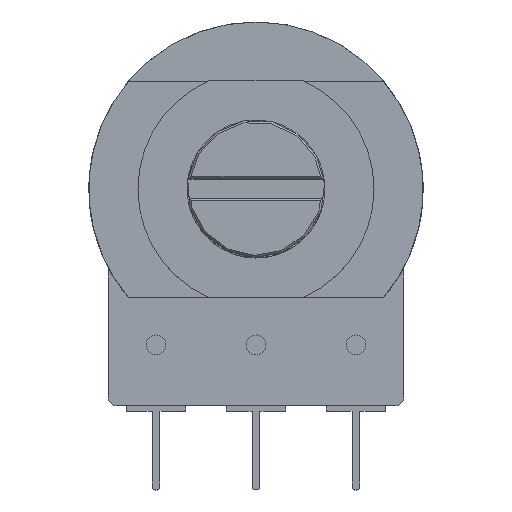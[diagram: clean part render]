
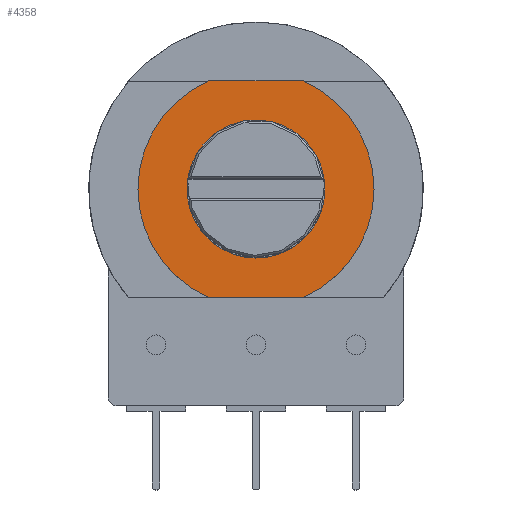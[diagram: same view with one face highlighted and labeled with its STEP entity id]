
A CAD part, top view. The second image highlights one B-rep face of the part: STEP entity #4358.
In plain terms, the highlighted planar face has unit normal (0, 0, 1).
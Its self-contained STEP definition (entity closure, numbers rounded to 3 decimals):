
#846 = PLANE('',#847);
#847 = AXIS2_PLACEMENT_3D('',#848,#849,#850);
#848 = CARTESIAN_POINT('',(-2.398,-5.5,7.5));
#849 = DIRECTION('',(0.,1.,0.));
#850 = DIRECTION('',(1.,0.,0.));
#1526 = PLANE('',#1527);
#1527 = AXIS2_PLACEMENT_3D('',#1528,#1529,#1530);
#1528 = CARTESIAN_POINT('',(-2.398,5.5,7.5));
#1529 = DIRECTION('',(0.,1.,0.));
#1530 = DIRECTION('',(1.,0.,0.));
#1600 = CYLINDRICAL_SURFACE('',#1601,6.);
#1601 = AXIS2_PLACEMENT_3D('',#1602,#1603,#1604);
#1602 = CARTESIAN_POINT('',(0.,0.,7.5));
#1603 = DIRECTION('',(-0.,-0.,-1.));
#1604 = DIRECTION('',(1.,0.,0.));
#2524 = VERTEX_POINT('',#2525);
#2525 = CARTESIAN_POINT('',(-2.398,-5.5,8.5));
#2539 = CYLINDRICAL_SURFACE('',#2540,6.);
#2540 = AXIS2_PLACEMENT_3D('',#2541,#2542,#2543);
#2541 = CARTESIAN_POINT('',(0.,0.,7.5));
#2542 = DIRECTION('',(-0.,-0.,-1.));
#2543 = DIRECTION('',(1.,0.,0.));
#2551 = EDGE_CURVE('',#2524,#2552,#2554,.T.);
#2552 = VERTEX_POINT('',#2553);
#2553 = CARTESIAN_POINT('',(2.398,-5.5,8.5));
#2554 = SURFACE_CURVE('',#2555,(#2559,#2566),.PCURVE_S1.);
#2555 = LINE('',#2556,#2557);
#2556 = CARTESIAN_POINT('',(-2.398,-5.5,8.5));
#2557 = VECTOR('',#2558,1.);
#2558 = DIRECTION('',(1.,0.,0.));
#2559 = PCURVE('',#846,#2560);
#2560 = DEFINITIONAL_REPRESENTATION('',(#2561),#2565);
#2561 = LINE('',#2562,#2563);
#2562 = CARTESIAN_POINT('',(0.,-1.));
#2563 = VECTOR('',#2564,1.);
#2564 = DIRECTION('',(1.,0.));
#2565 = ( GEOMETRIC_REPRESENTATION_CONTEXT(2) 
PARAMETRIC_REPRESENTATION_CONTEXT() REPRESENTATION_CONTEXT('2D SPACE',''
  ) );
#2566 = PCURVE('',#2567,#2572);
#2567 = PLANE('',#2568);
#2568 = AXIS2_PLACEMENT_3D('',#2569,#2570,#2571);
#2569 = CARTESIAN_POINT('',(0.,0.,8.5));
#2570 = DIRECTION('',(0.,0.,1.));
#2571 = DIRECTION('',(1.,0.,0.));
#2572 = DEFINITIONAL_REPRESENTATION('',(#2573),#2577);
#2573 = LINE('',#2574,#2575);
#2574 = CARTESIAN_POINT('',(-2.398,-5.5));
#2575 = VECTOR('',#2576,1.);
#2576 = DIRECTION('',(1.,0.));
#2577 = ( GEOMETRIC_REPRESENTATION_CONTEXT(2) 
PARAMETRIC_REPRESENTATION_CONTEXT() REPRESENTATION_CONTEXT('2D SPACE',''
  ) );
#3012 = VERTEX_POINT('',#3013);
#3013 = CARTESIAN_POINT('',(-2.398,5.5,8.5));
#3034 = EDGE_CURVE('',#3012,#3035,#3037,.T.);
#3035 = VERTEX_POINT('',#3036);
#3036 = CARTESIAN_POINT('',(2.398,5.5,8.5));
#3037 = SURFACE_CURVE('',#3038,(#3042,#3049),.PCURVE_S1.);
#3038 = LINE('',#3039,#3040);
#3039 = CARTESIAN_POINT('',(-2.398,5.5,8.5));
#3040 = VECTOR('',#3041,1.);
#3041 = DIRECTION('',(1.,0.,0.));
#3042 = PCURVE('',#1526,#3043);
#3043 = DEFINITIONAL_REPRESENTATION('',(#3044),#3048);
#3044 = LINE('',#3045,#3046);
#3045 = CARTESIAN_POINT('',(0.,-1.));
#3046 = VECTOR('',#3047,1.);
#3047 = DIRECTION('',(1.,0.));
#3048 = ( GEOMETRIC_REPRESENTATION_CONTEXT(2) 
PARAMETRIC_REPRESENTATION_CONTEXT() REPRESENTATION_CONTEXT('2D SPACE',''
  ) );
#3049 = PCURVE('',#2567,#3050);
#3050 = DEFINITIONAL_REPRESENTATION('',(#3051),#3055);
#3051 = LINE('',#3052,#3053);
#3052 = CARTESIAN_POINT('',(-2.398,5.5));
#3053 = VECTOR('',#3054,1.);
#3054 = DIRECTION('',(1.,0.));
#3055 = ( GEOMETRIC_REPRESENTATION_CONTEXT(2) 
PARAMETRIC_REPRESENTATION_CONTEXT() REPRESENTATION_CONTEXT('2D SPACE',''
  ) );
#3083 = EDGE_CURVE('',#2552,#3035,#3084,.T.);
#3084 = SURFACE_CURVE('',#3085,(#3090,#3097),.PCURVE_S1.);
#3085 = CIRCLE('',#3086,6.);
#3086 = AXIS2_PLACEMENT_3D('',#3087,#3088,#3089);
#3087 = CARTESIAN_POINT('',(0.,0.,8.5));
#3088 = DIRECTION('',(0.,0.,1.));
#3089 = DIRECTION('',(1.,0.,0.));
#3090 = PCURVE('',#1600,#3091);
#3091 = DEFINITIONAL_REPRESENTATION('',(#3092),#3096);
#3092 = LINE('',#3093,#3094);
#3093 = CARTESIAN_POINT('',(-0.,-1.));
#3094 = VECTOR('',#3095,1.);
#3095 = DIRECTION('',(-1.,0.));
#3096 = ( GEOMETRIC_REPRESENTATION_CONTEXT(2) 
PARAMETRIC_REPRESENTATION_CONTEXT() REPRESENTATION_CONTEXT('2D SPACE',''
  ) );
#3097 = PCURVE('',#2567,#3098);
#3098 = DEFINITIONAL_REPRESENTATION('',(#3099),#3103);
#3099 = CIRCLE('',#3100,6.);
#3100 = AXIS2_PLACEMENT_2D('',#3101,#3102);
#3101 = CARTESIAN_POINT('',(0.,0.));
#3102 = DIRECTION('',(1.,0.));
#3103 = ( GEOMETRIC_REPRESENTATION_CONTEXT(2) 
PARAMETRIC_REPRESENTATION_CONTEXT() REPRESENTATION_CONTEXT('2D SPACE',''
  ) );
#4335 = EDGE_CURVE('',#3012,#2524,#4336,.T.);
#4336 = SURFACE_CURVE('',#4337,(#4342,#4349),.PCURVE_S1.);
#4337 = CIRCLE('',#4338,6.);
#4338 = AXIS2_PLACEMENT_3D('',#4339,#4340,#4341);
#4339 = CARTESIAN_POINT('',(0.,0.,8.5));
#4340 = DIRECTION('',(0.,0.,1.));
#4341 = DIRECTION('',(1.,0.,0.));
#4342 = PCURVE('',#2539,#4343);
#4343 = DEFINITIONAL_REPRESENTATION('',(#4344),#4348);
#4344 = LINE('',#4345,#4346);
#4345 = CARTESIAN_POINT('',(-0.,-1.));
#4346 = VECTOR('',#4347,1.);
#4347 = DIRECTION('',(-1.,0.));
#4348 = ( GEOMETRIC_REPRESENTATION_CONTEXT(2) 
PARAMETRIC_REPRESENTATION_CONTEXT() REPRESENTATION_CONTEXT('2D SPACE',''
  ) );
#4349 = PCURVE('',#2567,#4350);
#4350 = DEFINITIONAL_REPRESENTATION('',(#4351),#4355);
#4351 = CIRCLE('',#4352,6.);
#4352 = AXIS2_PLACEMENT_2D('',#4353,#4354);
#4353 = CARTESIAN_POINT('',(0.,0.));
#4354 = DIRECTION('',(1.,0.));
#4355 = ( GEOMETRIC_REPRESENTATION_CONTEXT(2) 
PARAMETRIC_REPRESENTATION_CONTEXT() REPRESENTATION_CONTEXT('2D SPACE',''
  ) );
#4358 = ADVANCED_FACE('',(#4359,#4365),#2567,.T.);
#4359 = FACE_BOUND('',#4360,.T.);
#4360 = EDGE_LOOP('',(#4361,#4362,#4363,#4364));
#4361 = ORIENTED_EDGE('',*,*,#4335,.T.);
#4362 = ORIENTED_EDGE('',*,*,#2551,.T.);
#4363 = ORIENTED_EDGE('',*,*,#3083,.T.);
#4364 = ORIENTED_EDGE('',*,*,#3034,.F.);
#4365 = FACE_BOUND('',#4366,.T.);
#4366 = EDGE_LOOP('',(#4367));
#4367 = ORIENTED_EDGE('',*,*,#4368,.F.);
#4368 = EDGE_CURVE('',#4369,#4369,#4371,.T.);
#4369 = VERTEX_POINT('',#4370);
#4370 = CARTESIAN_POINT('',(3.5,0.,8.5));
#4371 = SURFACE_CURVE('',#4372,(#4377,#4384),.PCURVE_S1.);
#4372 = CIRCLE('',#4373,3.5);
#4373 = AXIS2_PLACEMENT_3D('',#4374,#4375,#4376);
#4374 = CARTESIAN_POINT('',(0.,0.,8.5));
#4375 = DIRECTION('',(0.,0.,1.));
#4376 = DIRECTION('',(1.,0.,0.));
#4377 = PCURVE('',#2567,#4378);
#4378 = DEFINITIONAL_REPRESENTATION('',(#4379),#4383);
#4379 = CIRCLE('',#4380,3.5);
#4380 = AXIS2_PLACEMENT_2D('',#4381,#4382);
#4381 = CARTESIAN_POINT('',(0.,0.));
#4382 = DIRECTION('',(1.,0.));
#4383 = ( GEOMETRIC_REPRESENTATION_CONTEXT(2) 
PARAMETRIC_REPRESENTATION_CONTEXT() REPRESENTATION_CONTEXT('2D SPACE',''
  ) );
#4384 = PCURVE('',#4385,#4390);
#4385 = CYLINDRICAL_SURFACE('',#4386,3.5);
#4386 = AXIS2_PLACEMENT_3D('',#4387,#4388,#4389);
#4387 = CARTESIAN_POINT('',(0.,0.,8.5));
#4388 = DIRECTION('',(0.,0.,-1.));
#4389 = DIRECTION('',(1.,0.,0.));
#4390 = DEFINITIONAL_REPRESENTATION('',(#4391),#4395);
#4391 = LINE('',#4392,#4393);
#4392 = CARTESIAN_POINT('',(-0.,0.));
#4393 = VECTOR('',#4394,1.);
#4394 = DIRECTION('',(-1.,0.));
#4395 = ( GEOMETRIC_REPRESENTATION_CONTEXT(2) 
PARAMETRIC_REPRESENTATION_CONTEXT() REPRESENTATION_CONTEXT('2D SPACE',''
  ) );
